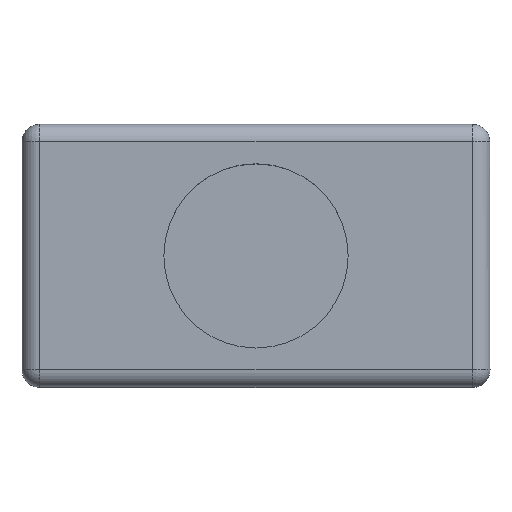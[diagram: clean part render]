
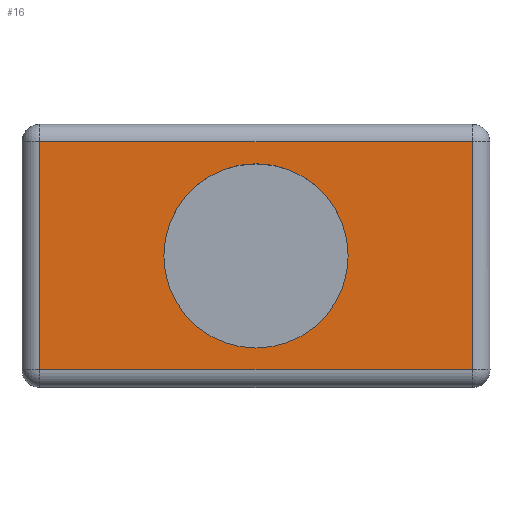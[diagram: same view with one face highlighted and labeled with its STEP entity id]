
A CAD part, top view. The second image highlights one B-rep face of the part: STEP entity #16.
In plain terms, the highlighted planar face has unit normal (0, 0, 1).
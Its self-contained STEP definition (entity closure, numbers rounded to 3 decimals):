
#13 = VECTOR ( 'NONE', #627, 1000. ) ;
#16 = ADVANCED_FACE ( 'NONE', ( #404, #530 ), #474, .F. ) ;
#26 = CIRCLE ( 'NONE', #87, 2.1 ) ;
#75 = VERTEX_POINT ( 'NONE', #624 ) ;
#86 = DIRECTION ( 'NONE',  ( 1., 0., 0. ) ) ;
#87 = AXIS2_PLACEMENT_3D ( 'NONE', #616, #104, #448 ) ;
#95 = ORIENTED_EDGE ( 'NONE', *, *, #665, .F. ) ;
#102 = CARTESIAN_POINT ( 'NONE',  ( 4.934, -2.6, 0. ) ) ;
#104 = DIRECTION ( 'NONE',  ( 0., 0., 1. ) ) ;
#111 = CARTESIAN_POINT ( 'NONE',  ( -4.934, -2.6, 0. ) ) ;
#124 = VERTEX_POINT ( 'NONE', #111 ) ;
#133 = CARTESIAN_POINT ( 'NONE',  ( 4.934, 2.6, 0. ) ) ;
#161 = CARTESIAN_POINT ( 'NONE',  ( -5.9, 2.6, 0. ) ) ;
#165 = CARTESIAN_POINT ( 'NONE',  ( 4.934, 3., 0. ) ) ;
#215 = ORIENTED_EDGE ( 'NONE', *, *, #485, .F. ) ;
#244 = ORIENTED_EDGE ( 'NONE', *, *, #266, .T. ) ;
#255 = ORIENTED_EDGE ( 'NONE', *, *, #319, .T. ) ;
#266 = EDGE_CURVE ( 'NONE', #642, #124, #340, .T. ) ;
#274 = AXIS2_PLACEMENT_3D ( 'NONE', #652, #595, #86 ) ;
#319 = EDGE_CURVE ( 'NONE', #615, #642, #426, .T. ) ;
#327 = LINE ( 'NONE', #165, #516 ) ;
#340 = LINE ( 'NONE', #565, #13 ) ;
#346 = EDGE_LOOP ( 'NONE', ( #514, #688, #255, #244 ) ) ;
#347 = VECTOR ( 'NONE', #706, 1000. ) ;
#356 = DIRECTION ( 'NONE',  ( -1., 0., 0. ) ) ;
#358 = CARTESIAN_POINT ( 'NONE',  ( -4.934, 2.6, 0. ) ) ;
#361 = EDGE_CURVE ( 'NONE', #124, #700, #432, .T. ) ;
#362 = CARTESIAN_POINT ( 'NONE',  ( -5.9, 3., 0. ) ) ;
#364 = CARTESIAN_POINT ( 'NONE',  ( 5.9, -2.6, 0. ) ) ;
#404 = FACE_OUTER_BOUND ( 'NONE', #346, .T. ) ;
#411 = CARTESIAN_POINT ( 'NONE',  ( -2.1, 0., 0. ) ) ;
#426 = LINE ( 'NONE', #161, #464 ) ;
#429 = DIRECTION ( 'NONE',  ( 0., 1., 0. ) ) ;
#432 = LINE ( 'NONE', #364, #347 ) ;
#433 = AXIS2_PLACEMENT_3D ( 'NONE', #362, #708, #356 ) ;
#448 = DIRECTION ( 'NONE',  ( 1., 0., 0. ) ) ;
#464 = VECTOR ( 'NONE', #535, 1000. ) ;
#474 = PLANE ( 'NONE',  #433 ) ;
#485 = EDGE_CURVE ( 'NONE', #581, #75, #26, .T. ) ;
#514 = ORIENTED_EDGE ( 'NONE', *, *, #361, .T. ) ;
#516 = VECTOR ( 'NONE', #429, 1000. ) ;
#530 = FACE_BOUND ( 'NONE', #641, .T. ) ;
#535 = DIRECTION ( 'NONE',  ( -1., 0., 0. ) ) ;
#565 = CARTESIAN_POINT ( 'NONE',  ( -4.934, 3., 0. ) ) ;
#581 = VERTEX_POINT ( 'NONE', #411 ) ;
#595 = DIRECTION ( 'NONE',  ( 0., 0., 1. ) ) ;
#615 = VERTEX_POINT ( 'NONE', #133 ) ;
#616 = CARTESIAN_POINT ( 'NONE',  ( 0., 0., 0. ) ) ;
#624 = CARTESIAN_POINT ( 'NONE',  ( 2.1, 0., 0. ) ) ;
#627 = DIRECTION ( 'NONE',  ( 0., -1., 0. ) ) ;
#641 = EDGE_LOOP ( 'NONE', ( #95, #215 ) ) ;
#642 = VERTEX_POINT ( 'NONE', #358 ) ;
#650 = CIRCLE ( 'NONE', #274, 2.1 ) ;
#652 = CARTESIAN_POINT ( 'NONE',  ( 0., 0., 0. ) ) ;
#665 = EDGE_CURVE ( 'NONE', #75, #581, #650, .T. ) ;
#688 = ORIENTED_EDGE ( 'NONE', *, *, #710, .T. ) ;
#700 = VERTEX_POINT ( 'NONE', #102 ) ;
#706 = DIRECTION ( 'NONE',  ( 1., 0., 0. ) ) ;
#708 = DIRECTION ( 'NONE',  ( 0., 0., -1. ) ) ;
#710 = EDGE_CURVE ( 'NONE', #700, #615, #327, .T. ) ;
